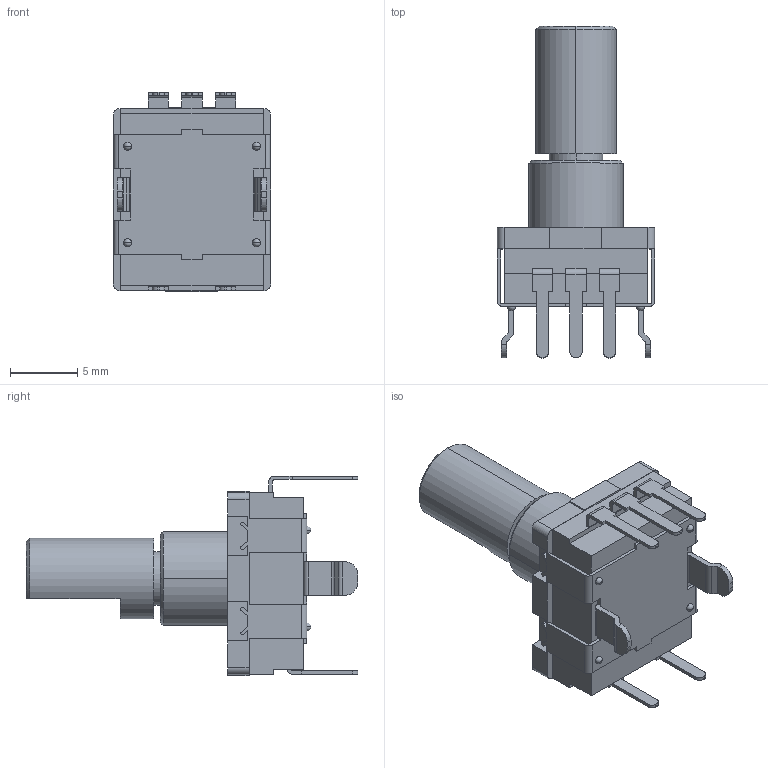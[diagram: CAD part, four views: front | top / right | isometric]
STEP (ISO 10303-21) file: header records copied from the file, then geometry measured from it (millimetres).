
FILE_DESCRIPTION (( 'STEP AP214' ), '1' );
FILE_NAME ('EN11-HSB1AF15.STEP', '2019-09-25T12:22:18', ( '' ), ( '' ), 'SwSTEP 2.0', 'SolidWorks 2018', '' );
FILE_SCHEMA (( 'AUTOMOTIVE_DESIGN' ));
Length unit declared in the file: inch
Products named in the file (5): BM-321.stp; BM-320.stp; en11-hsb1af20.stp; EN11-HSB1AF15; BM-301-1.stp
Assembly tree (4 placements, depth 3):
  EN11-HSB1AF15
    en11-hsb1af20.stp
      BM-320.stp
      BM-321.stp
      BM-301-1.stp
Bounding box: 11.7 x 24.7 x 14.88 mm (x, y, z)
Volume: 1282.1 mm3; surface area: 1653.4 mm2
Topology: 3 solids, 3 shells, 259 faces, 759 edges, 503 vertices
Faces by surface type: plane 175, cylinder 70, sphere 8, cone 6
Entity records: 8667 total; most frequent: CARTESIAN_POINT 1511, ORIENTED_EDGE 1486, DIRECTION 1437, EDGE_CURVE 743, VECTOR 579, LINE 579, VERTEX_POINT 495, AXIS2_PLACEMENT_3D 429
